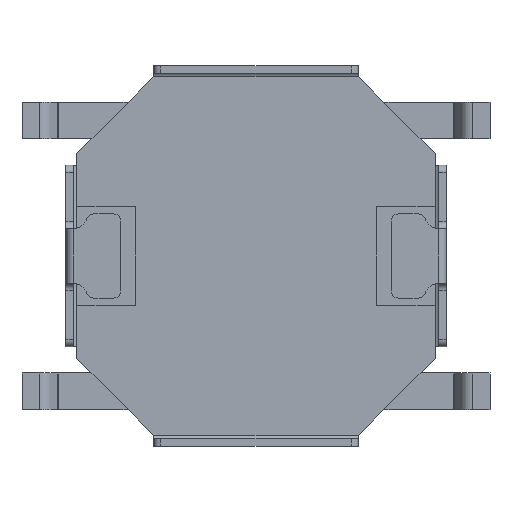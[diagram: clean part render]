
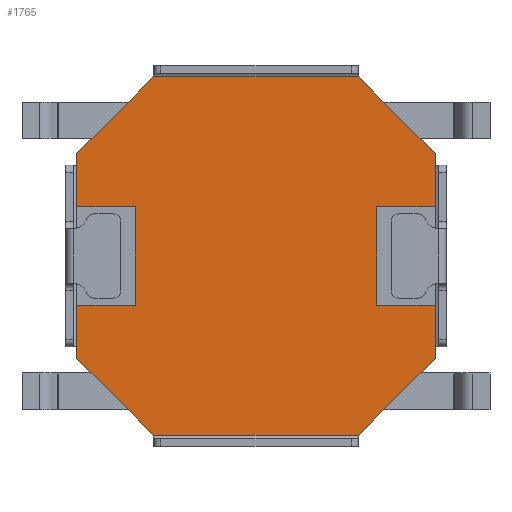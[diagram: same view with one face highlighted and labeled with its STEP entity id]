
A CAD part, front view. The second image highlights one B-rep face of the part: STEP entity #1765.
In plain terms, the highlighted planar face has unit normal (0, -1, 0).
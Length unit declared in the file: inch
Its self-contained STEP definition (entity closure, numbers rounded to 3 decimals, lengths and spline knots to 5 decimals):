
#27 = VERTEX_POINT ( 'NONE', #2640 ) ;
#93 = VERTEX_POINT ( 'NONE', #6525 ) ;
#116 = CARTESIAN_POINT ( 'NONE',  ( -0.09646, 0., 0.05512 ) ) ;
#133 = EDGE_CURVE ( 'NONE', #27, #4371, #6086, .T. ) ;
#140 = VECTOR ( 'NONE', #5143, 39.37008 ) ;
#166 = VECTOR ( 'NONE', #4579, 39.37008 ) ;
#171 = DIRECTION ( 'NONE',  ( 0., -1., 0. ) ) ;
#204 = DIRECTION ( 'NONE',  ( 0., 0., -1. ) ) ;
#214 = VERTEX_POINT ( 'NONE', #3709 ) ;
#228 = VECTOR ( 'NONE', #1004, 39.37008 ) ;
#281 = FACE_OUTER_BOUND ( 'NONE', #2439, .T. ) ;
#361 = VERTEX_POINT ( 'NONE', #3852 ) ;
#427 = ORIENTED_EDGE ( 'NONE', *, *, #133, .F. ) ;
#514 = CARTESIAN_POINT ( 'NONE',  ( -0.09646, 0., 0.05512 ) ) ;
#648 = EDGE_CURVE ( 'NONE', #4261, #4351, #1795, .T. ) ;
#680 = ORIENTED_EDGE ( 'NONE', *, *, #2224, .F. ) ;
#798 = EDGE_CURVE ( 'NONE', #4137, #2026, #4030, .T. ) ;
#810 = CARTESIAN_POINT ( 'NONE',  ( -0.05512, 0., -0.09646 ) ) ;
#850 = DIRECTION ( 'NONE',  ( -1., 0., 0. ) ) ;
#873 = VECTOR ( 'NONE', #4234, 39.37008 ) ;
#895 = EDGE_CURVE ( 'NONE', #214, #3470, #2222, .T. ) ;
#993 = LINE ( 'NONE', #514, #3549 ) ;
#1004 = DIRECTION ( 'NONE',  ( 0.707, 0., 0.707 ) ) ;
#1030 = ORIENTED_EDGE ( 'NONE', *, *, #4045, .F. ) ;
#1068 = ORIENTED_EDGE ( 'NONE', *, *, #2014, .F. ) ;
#1110 = VECTOR ( 'NONE', #2779, 39.37008 ) ;
#1170 = VECTOR ( 'NONE', #5756, 39.37008 ) ;
#1220 = CARTESIAN_POINT ( 'NONE',  ( 0.09646, 0., 0.05512 ) ) ;
#1305 = LINE ( 'NONE', #2482, #6833 ) ;
#1378 = VECTOR ( 'NONE', #7239, 39.37008 ) ;
#1391 = CARTESIAN_POINT ( 'NONE',  ( 0., 0., 0. ) ) ;
#1643 = CARTESIAN_POINT ( 'NONE',  ( 0.09646, 0., -0.05512 ) ) ;
#1677 = EDGE_CURVE ( 'NONE', #4522, #7493, #4220, .T. ) ;
#1713 = DIRECTION ( 'NONE',  ( 0.707, 0., -0.707 ) ) ;
#1765 = ADVANCED_FACE ( 'NONE', ( #281 ), #2129, .T. ) ;
#1795 = LINE ( 'NONE', #5357, #873 ) ;
#1850 = EDGE_CURVE ( 'NONE', #7493, #2692, #2092, .T. ) ;
#1946 = EDGE_CURVE ( 'NONE', #4351, #4522, #3980, .T. ) ;
#1973 = ORIENTED_EDGE ( 'NONE', *, *, #7529, .F. ) ;
#2014 = EDGE_CURVE ( 'NONE', #4299, #214, #4820, .T. ) ;
#2026 = VERTEX_POINT ( 'NONE', #6068 ) ;
#2092 = LINE ( 'NONE', #5651, #5906 ) ;
#2129 = PLANE ( 'NONE',  #6155 ) ;
#2154 = VECTOR ( 'NONE', #850, 39.37008 ) ;
#2172 = LINE ( 'NONE', #810, #2154 ) ;
#2222 = LINE ( 'NONE', #6399, #228 ) ;
#2224 = EDGE_CURVE ( 'NONE', #2692, #361, #5867, .T. ) ;
#2242 = CARTESIAN_POINT ( 'NONE',  ( -0.05512, 0., 0.09646 ) ) ;
#2439 = EDGE_LOOP ( 'NONE', ( #5591, #6653, #3277, #5698, #427, #1973, #4224, #1068, #6666, #6282, #1030, #5556, #6089, #4916, #680, #7033 ) ) ;
#2480 = CARTESIAN_POINT ( 'NONE',  ( -0.09646, 0., -0.02657 ) ) ;
#2482 = CARTESIAN_POINT ( 'NONE',  ( -0.09646, 0., 0.02657 ) ) ;
#2599 = CARTESIAN_POINT ( 'NONE',  ( 0.09646, 0., -0.05512 ) ) ;
#2640 = CARTESIAN_POINT ( 'NONE',  ( 0.05512, 0., 0.09646 ) ) ;
#2692 = VERTEX_POINT ( 'NONE', #2599 ) ;
#2777 = LINE ( 'NONE', #4554, #140 ) ;
#2779 = DIRECTION ( 'NONE',  ( -0.707, 0., 0.707 ) ) ;
#2804 = CARTESIAN_POINT ( 'NONE',  ( 0.06496, 0., 0.02657 ) ) ;
#2843 = CARTESIAN_POINT ( 'NONE',  ( 0.06496, 0., 0.02657 ) ) ;
#2865 = CARTESIAN_POINT ( 'NONE',  ( 0.09646, 0., 0.05512 ) ) ;
#2926 = DIRECTION ( 'NONE',  ( 0., 0., 1. ) ) ;
#3205 = DIRECTION ( 'NONE',  ( -1., 0., 0. ) ) ;
#3251 = CARTESIAN_POINT ( 'NONE',  ( 0.09646, 0., 0.02657 ) ) ;
#3277 = ORIENTED_EDGE ( 'NONE', *, *, #648, .F. ) ;
#3325 = LINE ( 'NONE', #7596, #1170 ) ;
#3396 = DIRECTION ( 'NONE',  ( -0.707, 0., -0.707 ) ) ;
#3470 = VERTEX_POINT ( 'NONE', #2242 ) ;
#3549 = VECTOR ( 'NONE', #2926, 39.37008 ) ;
#3709 = CARTESIAN_POINT ( 'NONE',  ( -0.09646, 0., 0.05512 ) ) ;
#3792 = CARTESIAN_POINT ( 'NONE',  ( -0.05512, 0., -0.09646 ) ) ;
#3852 = CARTESIAN_POINT ( 'NONE',  ( 0.05512, 0., -0.09646 ) ) ;
#3980 = LINE ( 'NONE', #2804, #7313 ) ;
#3981 = CARTESIAN_POINT ( 'NONE',  ( -0.09646, 0., 0.02657 ) ) ;
#4030 = LINE ( 'NONE', #7571, #1110 ) ;
#4045 = EDGE_CURVE ( 'NONE', #6459, #6638, #2777, .T. ) ;
#4099 = CARTESIAN_POINT ( 'NONE',  ( 0.09646, 0., 0.05512 ) ) ;
#4137 = VERTEX_POINT ( 'NONE', #3792 ) ;
#4220 = LINE ( 'NONE', #6635, #1378 ) ;
#4224 = ORIENTED_EDGE ( 'NONE', *, *, #895, .F. ) ;
#4234 = DIRECTION ( 'NONE',  ( -1., 0., 0. ) ) ;
#4251 = EDGE_CURVE ( 'NONE', #361, #4137, #2172, .T. ) ;
#4261 = VERTEX_POINT ( 'NONE', #3251 ) ;
#4268 = VECTOR ( 'NONE', #3396, 39.37008 ) ;
#4297 = VECTOR ( 'NONE', #6024, 39.37008 ) ;
#4299 = VERTEX_POINT ( 'NONE', #3981 ) ;
#4351 = VERTEX_POINT ( 'NONE', #2843 ) ;
#4371 = VERTEX_POINT ( 'NONE', #4099 ) ;
#4422 = EDGE_CURVE ( 'NONE', #2026, #6459, #993, .T. ) ;
#4522 = VERTEX_POINT ( 'NONE', #4565 ) ;
#4554 = CARTESIAN_POINT ( 'NONE',  ( -0.09646, 0., -0.02657 ) ) ;
#4565 = CARTESIAN_POINT ( 'NONE',  ( 0.06496, 0., -0.02657 ) ) ;
#4579 = DIRECTION ( 'NONE',  ( 0., 0., 1. ) ) ;
#4820 = LINE ( 'NONE', #116, #5667 ) ;
#4916 = ORIENTED_EDGE ( 'NONE', *, *, #4251, .F. ) ;
#5131 = EDGE_CURVE ( 'NONE', #93, #4299, #1305, .T. ) ;
#5143 = DIRECTION ( 'NONE',  ( 1., 0., 0. ) ) ;
#5214 = DIRECTION ( 'NONE',  ( 0., 0., -1. ) ) ;
#5243 = CARTESIAN_POINT ( 'NONE',  ( 0.09646, 0., -0.02657 ) ) ;
#5357 = CARTESIAN_POINT ( 'NONE',  ( 0.09646, 0., 0.02657 ) ) ;
#5556 = ORIENTED_EDGE ( 'NONE', *, *, #4422, .F. ) ;
#5591 = ORIENTED_EDGE ( 'NONE', *, *, #1677, .F. ) ;
#5651 = CARTESIAN_POINT ( 'NONE',  ( 0.09646, 0., 0.05512 ) ) ;
#5667 = VECTOR ( 'NONE', #7353, 39.37008 ) ;
#5698 = ORIENTED_EDGE ( 'NONE', *, *, #6650, .F. ) ;
#5756 = DIRECTION ( 'NONE',  ( 1., 0., 0. ) ) ;
#5838 = CARTESIAN_POINT ( 'NONE',  ( -0.06496, 0., 0.02657 ) ) ;
#5867 = LINE ( 'NONE', #1643, #4268 ) ;
#5906 = VECTOR ( 'NONE', #6912, 39.37008 ) ;
#6024 = DIRECTION ( 'NONE',  ( 0., 0., -1. ) ) ;
#6068 = CARTESIAN_POINT ( 'NONE',  ( -0.09646, 0., -0.05512 ) ) ;
#6086 = LINE ( 'NONE', #2865, #6906 ) ;
#6089 = ORIENTED_EDGE ( 'NONE', *, *, #798, .F. ) ;
#6155 = AXIS2_PLACEMENT_3D ( 'NONE', #1391, #171, #204 ) ;
#6282 = ORIENTED_EDGE ( 'NONE', *, *, #7583, .F. ) ;
#6399 = CARTESIAN_POINT ( 'NONE',  ( -0.09646, 0., 0.05512 ) ) ;
#6459 = VERTEX_POINT ( 'NONE', #2480 ) ;
#6525 = CARTESIAN_POINT ( 'NONE',  ( -0.06496, 0., 0.02657 ) ) ;
#6582 = CARTESIAN_POINT ( 'NONE',  ( -0.06496, 0., -0.02657 ) ) ;
#6624 = LINE ( 'NONE', #1220, #4297 ) ;
#6635 = CARTESIAN_POINT ( 'NONE',  ( 0.09646, 0., -0.02657 ) ) ;
#6638 = VERTEX_POINT ( 'NONE', #6582 ) ;
#6650 = EDGE_CURVE ( 'NONE', #4371, #4261, #6624, .T. ) ;
#6653 = ORIENTED_EDGE ( 'NONE', *, *, #1946, .F. ) ;
#6666 = ORIENTED_EDGE ( 'NONE', *, *, #5131, .F. ) ;
#6833 = VECTOR ( 'NONE', #3205, 39.37008 ) ;
#6906 = VECTOR ( 'NONE', #1713, 39.37008 ) ;
#6912 = DIRECTION ( 'NONE',  ( 0., 0., -1. ) ) ;
#7033 = ORIENTED_EDGE ( 'NONE', *, *, #1850, .F. ) ;
#7239 = DIRECTION ( 'NONE',  ( 1., 0., 0. ) ) ;
#7313 = VECTOR ( 'NONE', #5214, 39.37008 ) ;
#7353 = DIRECTION ( 'NONE',  ( 0., 0., 1. ) ) ;
#7493 = VERTEX_POINT ( 'NONE', #5243 ) ;
#7529 = EDGE_CURVE ( 'NONE', #3470, #27, #3325, .T. ) ;
#7554 = LINE ( 'NONE', #5838, #166 ) ;
#7571 = CARTESIAN_POINT ( 'NONE',  ( -0.09646, 0., -0.05512 ) ) ;
#7583 = EDGE_CURVE ( 'NONE', #6638, #93, #7554, .T. ) ;
#7596 = CARTESIAN_POINT ( 'NONE',  ( -0.05512, 0., 0.09646 ) ) ;
